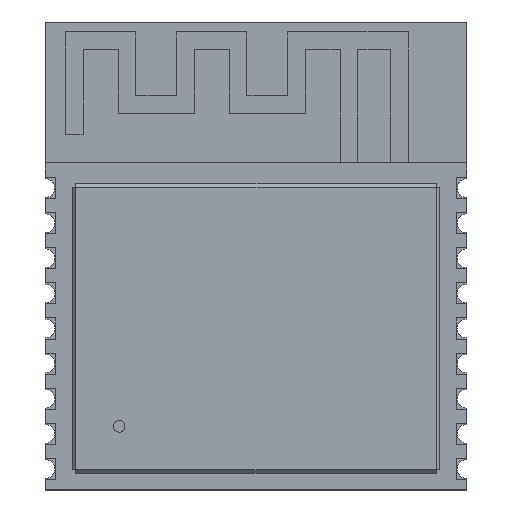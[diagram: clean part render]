
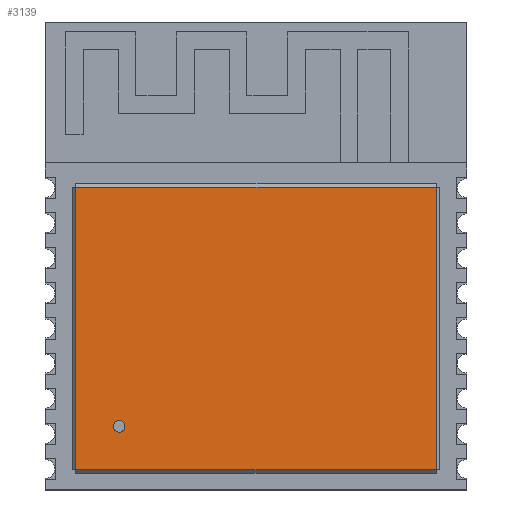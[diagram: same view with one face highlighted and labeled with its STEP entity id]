
A CAD part, top view. The second image highlights one B-rep face of the part: STEP entity #3139.
In plain terms, the highlighted planar face has unit normal (0, 0, 1).
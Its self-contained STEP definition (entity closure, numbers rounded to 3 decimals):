
#187 = VECTOR ( 'NONE', #17123, 1000. ) ;
#558 = CARTESIAN_POINT ( 'NONE',  ( -7.7, 2.93, 2.8 ) ) ;
#606 = LINE ( 'NONE', #9409, #16883 ) ;
#933 = AXIS2_PLACEMENT_3D ( 'NONE', #4349, #15325, #16920 ) ;
#1084 = CARTESIAN_POINT ( 'NONE',  ( -7.7, -9.14, 2.8 ) ) ;
#1132 = DIRECTION ( 'NONE',  ( 0., 0., 1. ) ) ;
#2504 = CARTESIAN_POINT ( 'NONE',  ( 7.7, 2.93, 2.8 ) ) ;
#2715 = CARTESIAN_POINT ( 'NONE',  ( 0., 0., 2.8 ) ) ;
#2762 = CIRCLE ( 'NONE', #4748, 0.25 ) ;
#3130 = ORIENTED_EDGE ( 'NONE', *, *, #3945, .T. ) ;
#3139 = ADVANCED_FACE ( 'NONE', ( #13991, #17673 ), #14003, .T. ) ;
#3372 = EDGE_LOOP ( 'NONE', ( #4051, #9423, #7760, #3130 ) ) ;
#3704 = VERTEX_POINT ( 'NONE', #3756 ) ;
#3756 = CARTESIAN_POINT ( 'NONE',  ( 7.7, -9.14, 2.8 ) ) ;
#3807 = VERTEX_POINT ( 'NONE', #1084 ) ;
#3945 = EDGE_CURVE ( 'NONE', #3807, #3704, #606, .T. ) ;
#3952 = EDGE_LOOP ( 'NONE', ( #13723, #6120 ) ) ;
#3993 = VECTOR ( 'NONE', #12798, 1000. ) ;
#4051 = ORIENTED_EDGE ( 'NONE', *, *, #11698, .T. ) ;
#4349 = CARTESIAN_POINT ( 'NONE',  ( -5.85, -7.29, 2.8 ) ) ;
#4486 = EDGE_CURVE ( 'NONE', #15377, #8094, #16902, .T. ) ;
#4558 = DIRECTION ( 'NONE',  ( 1., 0., 0. ) ) ;
#4748 = AXIS2_PLACEMENT_3D ( 'NONE', #6398, #14219, #14341 ) ;
#5423 = EDGE_CURVE ( 'NONE', #9509, #3807, #9712, .T. ) ;
#5839 = CARTESIAN_POINT ( 'NONE',  ( -6.1, -7.29, 2.8 ) ) ;
#6120 = ORIENTED_EDGE ( 'NONE', *, *, #18020, .F. ) ;
#6398 = CARTESIAN_POINT ( 'NONE',  ( -5.85, -7.29, 2.8 ) ) ;
#7760 = ORIENTED_EDGE ( 'NONE', *, *, #5423, .T. ) ;
#8094 = VERTEX_POINT ( 'NONE', #5839 ) ;
#8828 = CARTESIAN_POINT ( 'NONE',  ( -5.6, -7.29, 2.8 ) ) ;
#9267 = DIRECTION ( 'NONE',  ( 1., 0., 0. ) ) ;
#9281 = EDGE_CURVE ( 'NONE', #19526, #9509, #18959, .T. ) ;
#9409 = CARTESIAN_POINT ( 'NONE',  ( 7.85, -9.14, 2.8 ) ) ;
#9423 = ORIENTED_EDGE ( 'NONE', *, *, #9281, .T. ) ;
#9509 = VERTEX_POINT ( 'NONE', #558 ) ;
#9712 = LINE ( 'NONE', #17126, #3993 ) ;
#11409 = AXIS2_PLACEMENT_3D ( 'NONE', #2715, #1132, #4558 ) ;
#11698 = EDGE_CURVE ( 'NONE', #3704, #19526, #12528, .T. ) ;
#11789 = VECTOR ( 'NONE', #16570, 1000. ) ;
#12528 = LINE ( 'NONE', #15136, #11789 ) ;
#12798 = DIRECTION ( 'NONE',  ( 0., -1., 0. ) ) ;
#13723 = ORIENTED_EDGE ( 'NONE', *, *, #4486, .F. ) ;
#13981 = CARTESIAN_POINT ( 'NONE',  ( -7.85, 2.93, 2.8 ) ) ;
#13991 = FACE_BOUND ( 'NONE', #3952, .T. ) ;
#14003 = PLANE ( 'NONE',  #11409 ) ;
#14219 = DIRECTION ( 'NONE',  ( 0., 0., 1. ) ) ;
#14341 = DIRECTION ( 'NONE',  ( 1., 0., 0. ) ) ;
#15136 = CARTESIAN_POINT ( 'NONE',  ( 7.7, 3.08, 2.8 ) ) ;
#15325 = DIRECTION ( 'NONE',  ( 0., 0., 1. ) ) ;
#15377 = VERTEX_POINT ( 'NONE', #8828 ) ;
#16570 = DIRECTION ( 'NONE',  ( 0., 1., 0. ) ) ;
#16883 = VECTOR ( 'NONE', #9267, 1000. ) ;
#16902 = CIRCLE ( 'NONE', #933, 0.25 ) ;
#16920 = DIRECTION ( 'NONE',  ( 1., 0., 0. ) ) ;
#17123 = DIRECTION ( 'NONE',  ( -1., 0., 0. ) ) ;
#17126 = CARTESIAN_POINT ( 'NONE',  ( -7.7, -9.29, 2.8 ) ) ;
#17673 = FACE_OUTER_BOUND ( 'NONE', #3372, .T. ) ;
#18020 = EDGE_CURVE ( 'NONE', #8094, #15377, #2762, .T. ) ;
#18959 = LINE ( 'NONE', #13981, #187 ) ;
#19526 = VERTEX_POINT ( 'NONE', #2504 ) ;
